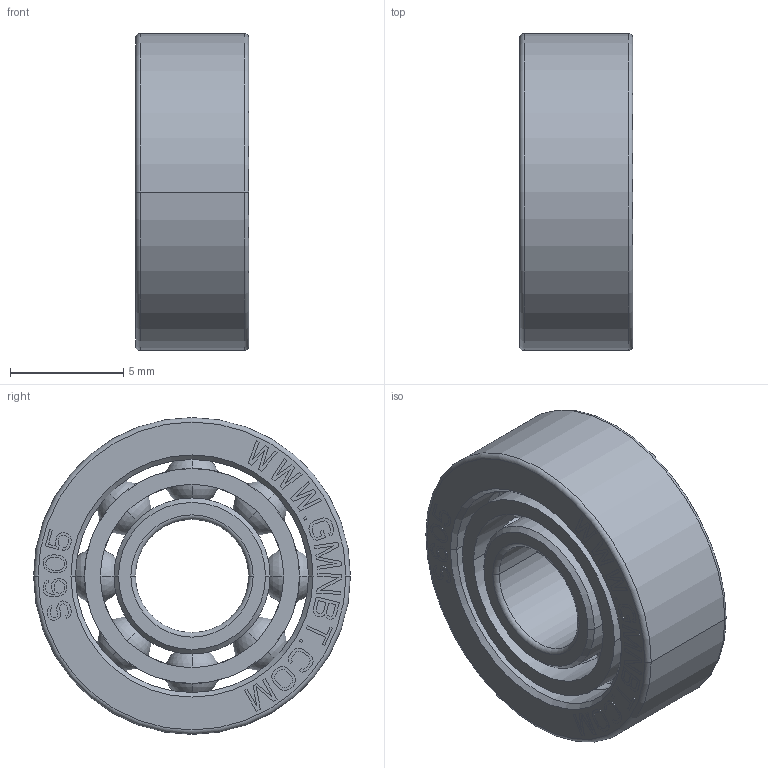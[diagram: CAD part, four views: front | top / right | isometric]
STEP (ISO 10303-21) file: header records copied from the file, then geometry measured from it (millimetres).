
FILE_DESCRIPTION((''),'2;1');
FILE_NAME('S605_PRT','2014-03-19T',('sales 4'),(''),'PRO/ENGINEER BY PARAMETRIC TECHNOLOGY CORPORATION, 2013150','PRO/ENGINEER BY PARAMETRIC TECHNOLOGY CORPORATION, 2013150','');
FILE_SCHEMA(('AUTOMOTIVE_DESIGN { 1 0 10303 214 1 1 1 1 }'));
Length unit declared in the file: millimetre
Products named in the file (1): S605_PRT
Bounding box: 5.01 x 14 x 14 mm (x, y, z)
Volume: 521.2 mm3; surface area: 1101.9 mm2
Topology: 3 solids, 3 shells, 584 faces, 1616 edges, 1040 vertices
Faces by surface type: plane 484, cylinder 46, sphere 32, torus 12, cone 10
Entity records: 25255 total; most frequent: CARTESIAN_POINT 5386, ORIENTED_EDGE 3168, DIRECTION 2844, PRESENTATION_STYLE_ASSIGNMENT 1614, STYLED_ITEM 1587, CURVE_STYLE 1584, EDGE_CURVE 1584, VECTOR 1428
